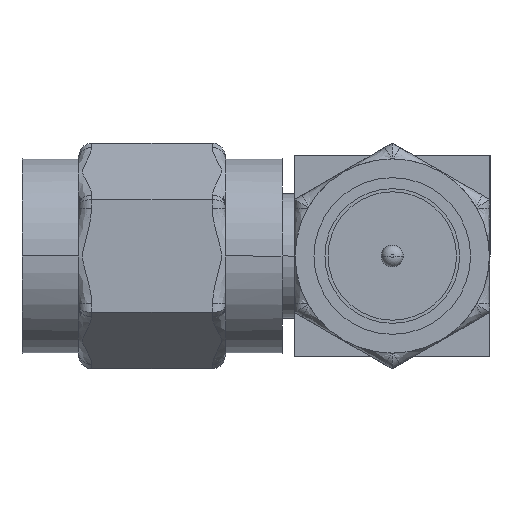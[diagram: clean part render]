
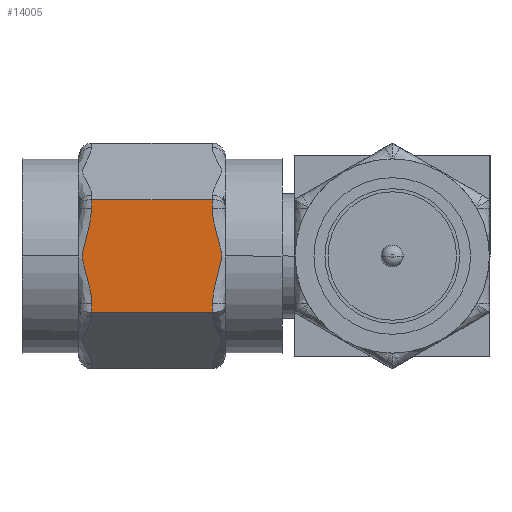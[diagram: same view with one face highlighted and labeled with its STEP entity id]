
A CAD part, front view. The second image highlights one B-rep face of the part: STEP entity #14005.
In plain terms, the highlighted face is planar.
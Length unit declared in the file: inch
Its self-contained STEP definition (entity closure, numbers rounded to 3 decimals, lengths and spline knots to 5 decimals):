
#8566 = CARTESIAN_POINT ( 'NONE',  ( -0.07616, 0.0965, -0.156 ) ) ;
#8567 = DIRECTION ( 'NONE',  ( 1., 0., 0. ) ) ;
#8568 = VECTOR ( 'NONE', #8567, 39.37008 ) ;
#8569 = CARTESIAN_POINT ( 'NONE',  ( -0.09007, 0.0965, -0.156 ) ) ;
#8570 = LINE ( 'NONE', #8569, #8568 ) ;
#8913 = DIRECTION ( 'NONE',  ( 0., -1., 0. ) ) ;
#8914 = VECTOR ( 'NONE', #8913, 39.37008 ) ;
#8915 = CARTESIAN_POINT ( 'NONE',  ( 0.09007, 0.1175, -0.156 ) ) ;
#8916 = LINE ( 'NONE', #8915, #8914 ) ;
#11790 = LINE ( 'NONE', #12038, #12037 ) ;
#11956 = DIRECTION ( 'NONE',  ( 1., 0., 0. ) ) ;
#11957 = DIRECTION ( 'NONE',  ( 0., 0., 1. ) ) ;
#11958 = CARTESIAN_POINT ( 'NONE',  ( -0.09007, 0.1175, -0.156 ) ) ;
#11959 = AXIS2_PLACEMENT_3D ( 'NONE', #11958, #11957, #11956 ) ;
#11960 = PLANE ( 'NONE',  #11959 ) ;
#11962 = FACE_OUTER_BOUND ( 'NONE', #14018, .T. ) ;
#11997 = CARTESIAN_POINT ( 'NONE',  ( -0.05031, -0.09925, -0.156 ) ) ;
#11998 = CARTESIAN_POINT ( 'NONE',  ( -0.03154, -0.10429, -0.156 ) ) ;
#11999 = CARTESIAN_POINT ( 'NONE',  ( -0.02532, -0.10617, -0.156 ) ) ;
#12000 = CARTESIAN_POINT ( 'NONE',  ( -0.01281, -0.10956, -0.156 ) ) ;
#12001 = CARTESIAN_POINT ( 'NONE',  ( -0.00651, -0.11108, -0.156 ) ) ;
#12002 = CARTESIAN_POINT ( 'NONE',  ( 0.0063, -0.11111, -0.156 ) ) ;
#12003 = CARTESIAN_POINT ( 'NONE',  ( 0.01277, -0.10957, -0.156 ) ) ;
#12004 = CARTESIAN_POINT ( 'NONE',  ( 0.02532, -0.10617, -0.156 ) ) ;
#12005 = CARTESIAN_POINT ( 'NONE',  ( 0.03155, -0.10428, -0.156 ) ) ;
#12006 = CARTESIAN_POINT ( 'NONE',  ( 0.05039, -0.09923, -0.156 ) ) ;
#12007 = CARTESIAN_POINT ( 'NONE',  ( 0.06306, -0.0965, -0.156 ) ) ;
#12008 = CARTESIAN_POINT ( 'NONE',  ( 0.07616, -0.0965, -0.156 ) ) ;
#12031 = B_SPLINE_CURVE_WITH_KNOTS ( 'NONE', 3,
 ( #12008, #12007, #12006, #12005, #12004, #12003, #12002, #12001, #12000, #11999, #11998, #11997, #12052, #12049 ),
 .UNSPECIFIED., .F., .F.,
 ( 4, 2, 2, 2, 2, 2, 4 ),
 ( 0., 0.00099, 0.00148, 0.00197, 0.00246, 0.00296, 0.00394 ),
 .UNSPECIFIED. ) ;
#12035 = CARTESIAN_POINT ( 'NONE',  ( 0.07616, -0.0965, -0.156 ) ) ;
#12036 = DIRECTION ( 'NONE',  ( -1., 0., 0. ) ) ;
#12037 = VECTOR ( 'NONE', #12036, 39.37008 ) ;
#12038 = CARTESIAN_POINT ( 'NONE',  ( -0.09007, -0.0965, -0.156 ) ) ;
#12049 = CARTESIAN_POINT ( 'NONE',  ( -0.07616, -0.0965, -0.156 ) ) ;
#12052 = CARTESIAN_POINT ( 'NONE',  ( -0.06296, -0.0965, -0.156 ) ) ;
#12079 = CARTESIAN_POINT ( 'NONE',  ( -0.07616, -0.0965, -0.156 ) ) ;
#12159 = DIRECTION ( 'NONE',  ( 1., 0., 0. ) ) ;
#12160 = VECTOR ( 'NONE', #12159, 39.37008 ) ;
#12161 = CARTESIAN_POINT ( 'NONE',  ( -0.09007, 0.0965, -0.156 ) ) ;
#12162 = LINE ( 'NONE', #12161, #12160 ) ;
#12176 = CARTESIAN_POINT ( 'NONE',  ( -0.09007, -0.0965, -0.156 ) ) ;
#12182 = DIRECTION ( 'NONE',  ( -1., 0., 0. ) ) ;
#12183 = VECTOR ( 'NONE', #12182, 39.37008 ) ;
#12184 = CARTESIAN_POINT ( 'NONE',  ( -0.09007, -0.0965, -0.156 ) ) ;
#12185 = LINE ( 'NONE', #12184, #12183 ) ;
#12977 = CARTESIAN_POINT ( 'NONE',  ( -0.09007, 0.0965, -0.156 ) ) ;
#13001 = DIRECTION ( 'NONE',  ( 0., -1., 0. ) ) ;
#13002 = VECTOR ( 'NONE', #13001, 39.37008 ) ;
#13003 = CARTESIAN_POINT ( 'NONE',  ( -0.09007, 0.1175, -0.156 ) ) ;
#13009 = LINE ( 'NONE', #13003, #13002 ) ;
#13044 = CARTESIAN_POINT ( 'NONE',  ( 0.09007, 0.0965, -0.156 ) ) ;
#13185 = CARTESIAN_POINT ( 'NONE',  ( -0.07616, 0.0965, -0.156 ) ) ;
#13189 = CARTESIAN_POINT ( 'NONE',  ( 0.07616, 0.0965, -0.156 ) ) ;
#13190 = B_SPLINE_CURVE_WITH_KNOTS ( 'NONE', 3,
 ( #13185, #13221, #13256, #13255, #13281, #13280, #13279, #13278, #13277, #13250, #13249, #13248, #13247, #13246 ),
 .UNSPECIFIED., .F., .F.,
 ( 4, 2, 2, 2, 2, 2, 4 ),
 ( 0., 0.00099, 0.00148, 0.00197, 0.00246, 0.00296, 0.00394 ),
 .UNSPECIFIED. ) ;
#13221 = CARTESIAN_POINT ( 'NONE',  ( -0.06306, 0.0965, -0.156 ) ) ;
#13246 = CARTESIAN_POINT ( 'NONE',  ( 0.07616, 0.0965, -0.156 ) ) ;
#13247 = CARTESIAN_POINT ( 'NONE',  ( 0.06296, 0.0965, -0.156 ) ) ;
#13248 = CARTESIAN_POINT ( 'NONE',  ( 0.05031, 0.09925, -0.156 ) ) ;
#13249 = CARTESIAN_POINT ( 'NONE',  ( 0.03154, 0.10429, -0.156 ) ) ;
#13250 = CARTESIAN_POINT ( 'NONE',  ( 0.02532, 0.10617, -0.156 ) ) ;
#13254 = CARTESIAN_POINT ( 'NONE',  ( 0.09007, -0.0965, -0.156 ) ) ;
#13255 = CARTESIAN_POINT ( 'NONE',  ( -0.03155, 0.10428, -0.156 ) ) ;
#13256 = CARTESIAN_POINT ( 'NONE',  ( -0.05039, 0.09923, -0.156 ) ) ;
#13277 = CARTESIAN_POINT ( 'NONE',  ( 0.01281, 0.10956, -0.156 ) ) ;
#13278 = CARTESIAN_POINT ( 'NONE',  ( 0.00651, 0.11108, -0.156 ) ) ;
#13279 = CARTESIAN_POINT ( 'NONE',  ( -0.0063, 0.11111, -0.156 ) ) ;
#13280 = CARTESIAN_POINT ( 'NONE',  ( -0.01277, 0.10957, -0.156 ) ) ;
#13281 = CARTESIAN_POINT ( 'NONE',  ( -0.02532, 0.10617, -0.156 ) ) ;
#13915 = EDGE_CURVE ( 'NONE', #14147, #14166, #8916, .T. ) ;
#13948 = EDGE_CURVE ( 'NONE', #14159, #13949, #8570, .T. ) ;
#13949 = VERTEX_POINT ( 'NONE', #8566 ) ;
#14005 = ADVANCED_FACE ( 'NONE', ( #11962 ), #11960, .F. ) ;
#14018 = EDGE_LOOP ( 'NONE', ( #14020, #14021, #14024, #14146, #14063, #14160, #14163, #14033 ) ) ;
#14020 = ORIENTED_EDGE ( 'NONE', *, *, #13915, .T. ) ;
#14021 = ORIENTED_EDGE ( 'NONE', *, *, #14022, .T. ) ;
#14022 = EDGE_CURVE ( 'NONE', #14166, #14023, #11790, .T. ) ;
#14023 = VERTEX_POINT ( 'NONE', #12035 ) ;
#14024 = ORIENTED_EDGE ( 'NONE', *, *, #14027, .T. ) ;
#14027 = EDGE_CURVE ( 'NONE', #14023, #14028, #12031, .T. ) ;
#14028 = VERTEX_POINT ( 'NONE', #12079 ) ;
#14033 = ORIENTED_EDGE ( 'NONE', *, *, #14034, .T. ) ;
#14034 = EDGE_CURVE ( 'NONE', #14165, #14147, #12162, .T. ) ;
#14061 = EDGE_CURVE ( 'NONE', #14028, #14062, #12185, .T. ) ;
#14062 = VERTEX_POINT ( 'NONE', #12176 ) ;
#14063 = ORIENTED_EDGE ( 'NONE', *, *, #14158, .F. ) ;
#14146 = ORIENTED_EDGE ( 'NONE', *, *, #14061, .T. ) ;
#14147 = VERTEX_POINT ( 'NONE', #13044 ) ;
#14158 = EDGE_CURVE ( 'NONE', #14159, #14062, #13009, .T. ) ;
#14159 = VERTEX_POINT ( 'NONE', #12977 ) ;
#14160 = ORIENTED_EDGE ( 'NONE', *, *, #13948, .T. ) ;
#14163 = ORIENTED_EDGE ( 'NONE', *, *, #14164, .T. ) ;
#14164 = EDGE_CURVE ( 'NONE', #13949, #14165, #13190, .T. ) ;
#14165 = VERTEX_POINT ( 'NONE', #13189 ) ;
#14166 = VERTEX_POINT ( 'NONE', #13254 ) ;
